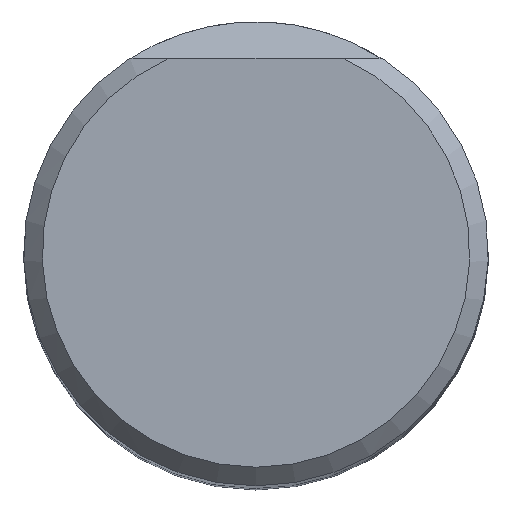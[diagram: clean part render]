
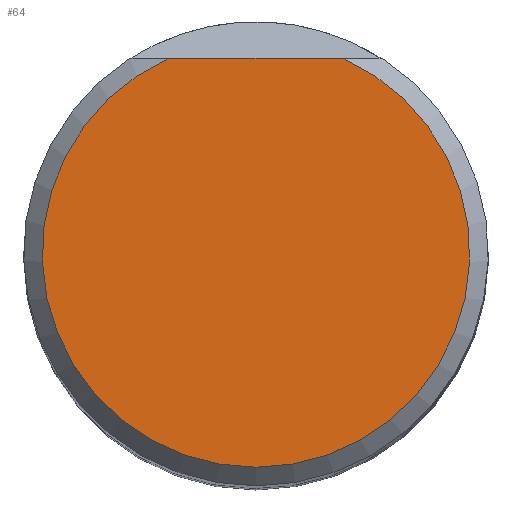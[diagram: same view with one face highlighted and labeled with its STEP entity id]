
A CAD part, top view. The second image highlights one B-rep face of the part: STEP entity #64.
In plain terms, the highlighted planar face has unit normal (0, 0, 1).
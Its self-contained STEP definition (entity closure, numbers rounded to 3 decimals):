
#44=PLANE('',#251);
#53=FACE_OUTER_BOUND('',#88,.T.);
#64=ADVANCED_FACE('',(#53),#44,.F.);
#88=EDGE_LOOP('',(#120,#121));
#104=CIRCLE('',#250,11.5);
#120=ORIENTED_EDGE('',*,*,#172,.F.);
#121=ORIENTED_EDGE('',*,*,#173,.T.);
#158=VERTEX_POINT('',#369);
#159=VERTEX_POINT('',#370);
#172=EDGE_CURVE('',#158,#159,#186,.T.);
#173=EDGE_CURVE('',#158,#159,#104,.T.);
#186=LINE('',#368,#194);
#194=VECTOR('',#290,1.);
#250=AXIS2_PLACEMENT_3D('',#371,#291,#292);
#251=AXIS2_PLACEMENT_3D('',#372,#293,#294);
#290=DIRECTION('',(1.,0.,0.));
#291=DIRECTION('',(0.,0.,1.));
#292=DIRECTION('',(-1.,0.,0.));
#293=DIRECTION('',(0.,0.,-1.));
#294=DIRECTION('',(-1.,0.,0.));
#368=CARTESIAN_POINT('',(0.,10.5,0.));
#369=CARTESIAN_POINT('',(-4.69,10.5,0.));
#370=CARTESIAN_POINT('',(4.69,10.5,0.));
#371=CARTESIAN_POINT('',(0.,0.,0.));
#372=CARTESIAN_POINT('',(0.,12.5,0.));
